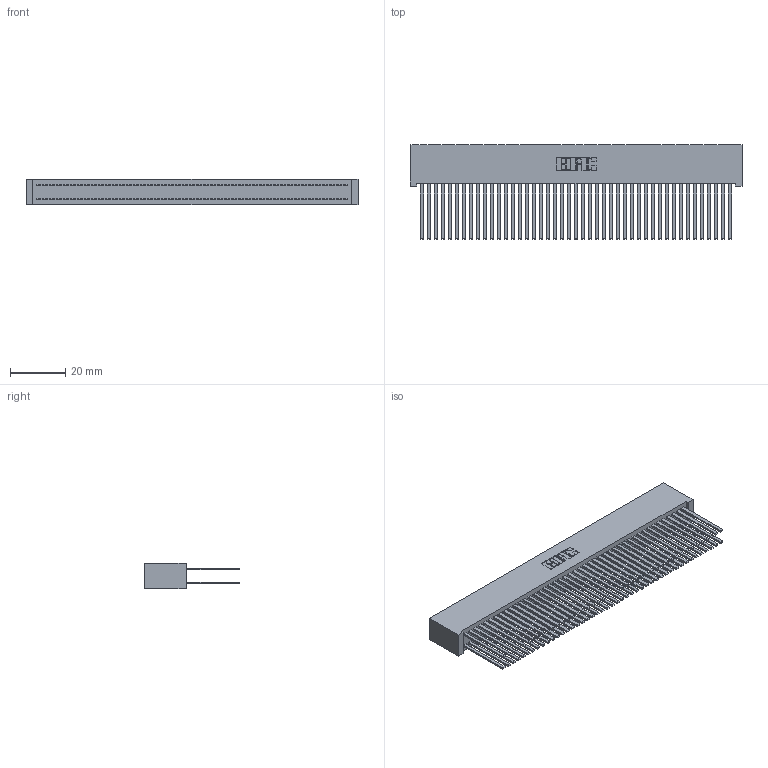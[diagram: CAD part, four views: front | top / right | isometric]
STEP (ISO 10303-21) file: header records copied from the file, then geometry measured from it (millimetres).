
FILE_DESCRIPTION (( 'STEP AP203' ), '1' );
FILE_NAME ('342-090-544-201.STEP', '2019-10-04T14:21:07', ( '' ), ( '' ), 'SwSTEP 2.0', 'SolidWorks 2016', '' );
FILE_SCHEMA (( 'CONFIG_CONTROL_DESIGN' ));
Length unit declared in the file: inch
Products named in the file (3): 342 Part_Lugless; 345-292-001_345-293-144; 342-090-544-201
Assembly tree (91 placements, depth 2):
  342-090-544-201
    342 Part_Lugless
    345-292-001_345-293-144  x90
Bounding box: 120.55 x 34.3 x 9.4 mm (x, y, z)
Volume: 12546.6 mm3; surface area: 24436.8 mm2
Topology: 91 solids, 91 shells, 4242 faces, 12605 edges, 8282 vertices
Faces by surface type: plane 2942, cylinder 1300
Entity records: 27969 total; most frequent: CARTESIAN_POINT 4626, ORIENTED_EDGE 4562, DIRECTION 3937, EDGE_CURVE 2281, LINE 2165, VECTOR 2165, VERTEX_POINT 1518, AXIS2_PLACEMENT_3D 886
